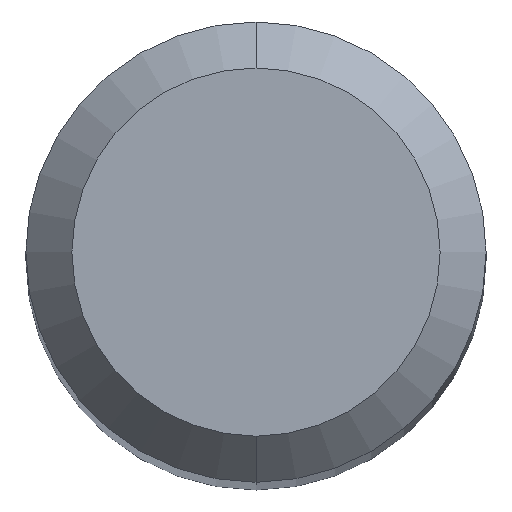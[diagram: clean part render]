
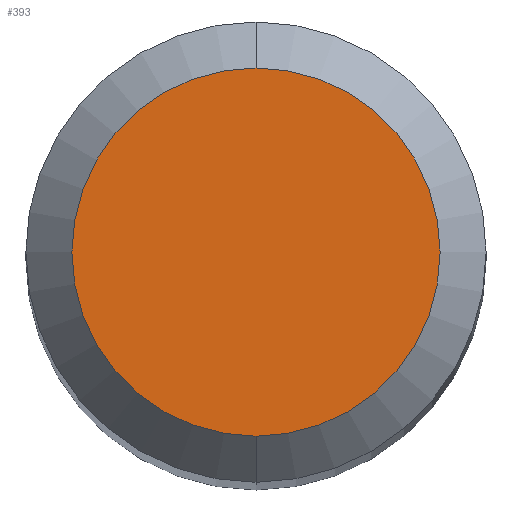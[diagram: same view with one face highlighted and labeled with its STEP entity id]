
A CAD part, top view. The second image highlights one B-rep face of the part: STEP entity #393.
In plain terms, the highlighted planar face has unit normal (0, 0, 1).
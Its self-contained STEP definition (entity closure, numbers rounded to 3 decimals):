
#393=ADVANCED_FACE('',(#998),#999,.T.);
#511=EDGE_CURVE('',#727,#585,#1127,.T.);
#585=VERTEX_POINT('',#1211);
#727=VERTEX_POINT('',#1367);
#793=EDGE_CURVE('',#585,#727,#1436,.T.);
#998=FACE_OUTER_BOUND('',#1838,.T.);
#999=PLANE('',#1839);
#1127=CIRCLE('',#2783,1.2);
#1211=CARTESIAN_POINT('',(0.,-1.2,0.0));
#1367=CARTESIAN_POINT('',(0.0,1.2,0.0));
#1436=CIRCLE('',#4356,1.2);
#1838=EDGE_LOOP('',(#5865,#5866));
#1839=AXIS2_PLACEMENT_3D('',#5867,#5868,#5869);
#2783=AXIS2_PLACEMENT_3D('',#5984,#5985,#5986);
#4356=AXIS2_PLACEMENT_3D('',#6321,#6322,#6323);
#5865=ORIENTED_EDGE('',*,*,#511,.F.);
#5866=ORIENTED_EDGE('',*,*,#793,.F.);
#5867=CARTESIAN_POINT('',(0.0,0.6,0.0));
#5868=DIRECTION('',(-0.0,0.0,1.0));
#5869=DIRECTION('',(0.0,-1.0,0.0));
#5984=CARTESIAN_POINT('',(0.0,0.0,0.0));
#5985=DIRECTION('',(0.0,0.0,-1.0));
#5986=DIRECTION('',(0.0,1.0,0.0));
#6321=CARTESIAN_POINT('',(0.0,0.0,0.0));
#6322=DIRECTION('',(0.0,0.0,-1.0));
#6323=DIRECTION('',(0.0,1.0,0.0));
